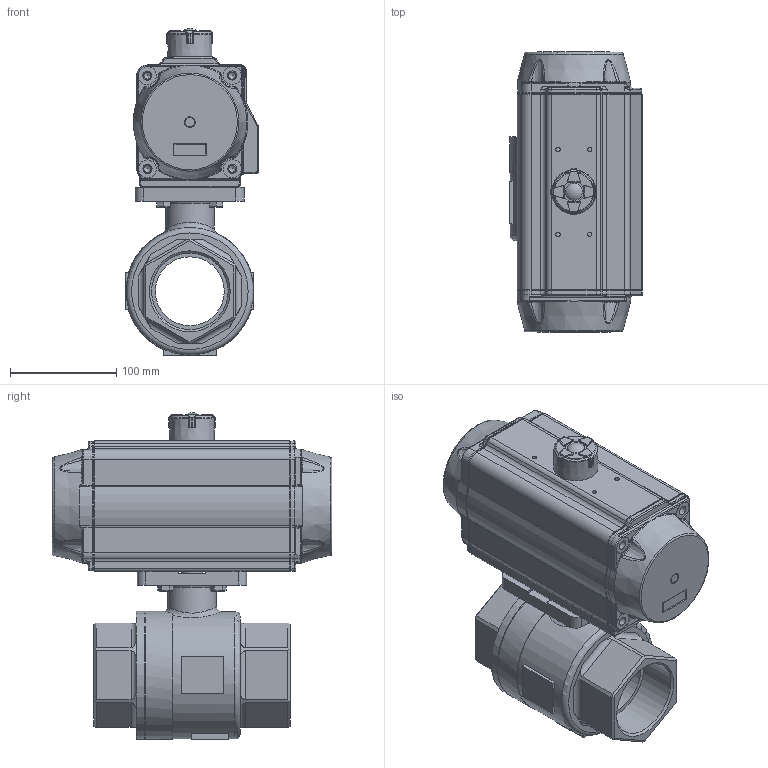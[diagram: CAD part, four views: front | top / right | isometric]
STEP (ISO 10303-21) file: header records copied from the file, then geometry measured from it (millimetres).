
FILE_DESCRIPTION(/* description */ ('Unknown'),/* implementation_level */ '2;1');
FILE_NAME(/* name */ 'PD06 9768-10',/* time_stamp */ '2025-03-28T07:41:49+01:00',/* author */ ('Unknown'),/* organization */ ('Unknown'),/* preprocessor_version */ 'ST-DEVELOPER v19.4',/* originating_system */ 'Solid Edge',/* authorisation */ 'Unknown');
FILE_SCHEMA (('AUTOMOTIVE_DESIGN {1 0 10303 214 3 1 1}'));
Products named in the file (13): PD06 9768-10; 8.550.065; DIN 933 M8x25 A2-70 BLK_EDST; PD06_PE05; VTE95____; ____; zhou95; vt95_________________MIR; vt95-2016-06-25; Optische Anzeige; ______; ________(___________; cup head nib bolts with large head gb_GB_FASTENER_BOLT_CHNBW M6X25-N
Assembly tree (19 placements, depth 4):
  PD06 9768-10
    8.550.065
    DIN 933 M8x25 A2-70 BLK_EDST  x4
    PD06_PE05
      VTE95____
      ____  x2
      zhou95
      vt95_________________MIR
      vt95-2016-06-25
      Optische Anzeige
        ______
        ________(___________  x4
        cup head nib bolts with large head gb_GB_FASTENER_BOLT_CHNBW M6X25-N
Bounding box: 125.05 x 264 x 308.31 mm (x, y, z)
Volume: 2880445.3 mm3; surface area: 551892.1 mm2
Topology: 17 solids, 17 shells, 2947 faces, 7231 edges, 4412 vertices
Faces by surface type: plane 838, cylinder 766, bspline 593, torus 475, cone 230, sphere 45
Full cylindrical faces by diameter (mm): 3 x16, 3.3 x8, 4.134 x8, 4.66 x1, 4.917 x5, 5.5 x1, 6 x1, 6.2 x1, 6.647 x12, 8 x4, 8.376 x2, 9 x4, 10 x4, 11.445 x2, 12 x2, 13 x4, 15 x2, 16.2 x1, 16.4 x1, 17 x4, 18.7 x1, 20 x5, 21 x1, 22 x2, 24.5 x14, 27 x1, 30.4 x1, 31.5 x1, 32.5 x1, 34.9 x1
Entity records: 90834 total; most frequent: CARTESIAN_POINT 42712, ORIENTED_EDGE 10258, DIRECTION 8615, EDGE_CURVE 5129, AXIS2_PLACEMENT_3D 3440, VERTEX_POINT 3312, FACE_BOUND 2645, EDGE_LOOP 2637
